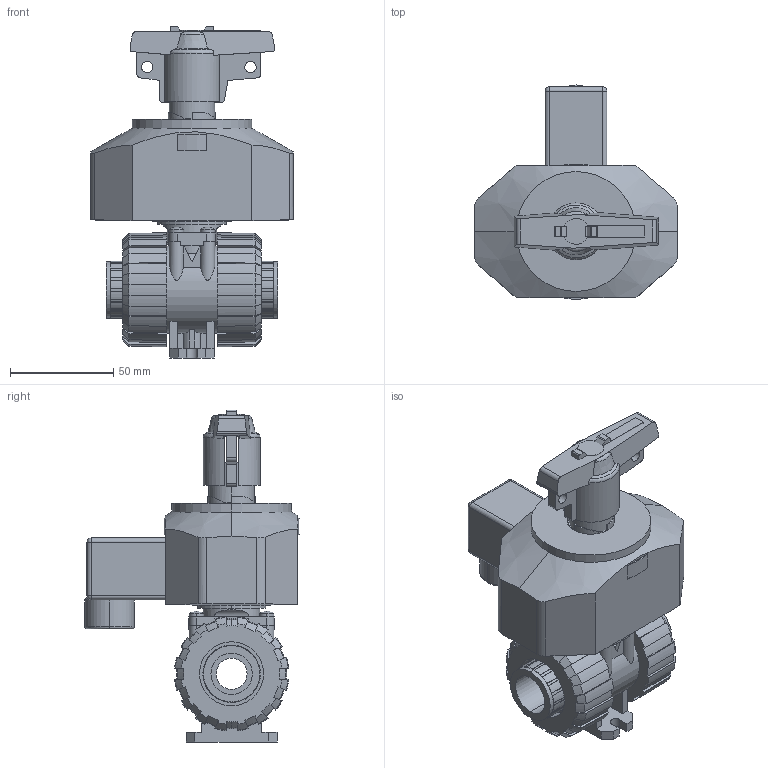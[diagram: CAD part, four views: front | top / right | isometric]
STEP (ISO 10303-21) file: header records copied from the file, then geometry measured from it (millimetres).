
FILE_DESCRIPTION(('STEP AP214'),'1');
FILE_NAME('cctmp_9C310364-2A43-4E14-A6A0-CED1D7BA2CFE_2018_12_7_13_15_33_592..stp','2018-12-07T12:15:34',('Praher Valves GmbH'),('CADClick - www.CADClick.com'),'Spatial InterOp 3D',' ','unknown authorization');
FILE_SCHEMA(('AUTOMOTIVE_DESIGN'));
Length unit declared in the file: millimetre
Products named in the file (17): 129815
Assembly tree (16 placements, depth 2):
  (unnamed)
    129815
    129815
    129815
    129815
    129815
    129815
    129815
    129815
    129815
    129815
    129815
    129815
    129815
    129815
    129815
    129815
Bounding box: 98 x 103.67 x 160.67 mm (x, y, z)
Volume: 529765 mm3; surface area: 116114.8 mm2
Topology: 16 solids, 16 shells, 782 faces, 2172 edges, 1422 vertices
Faces by surface type: plane 386, cylinder 216, cone 152, sphere 16, torus 12
Entity records: 32419 total; most frequent: CARTESIAN_POINT 5964, ORIENTED_EDGE 4312, DIRECTION 4154, EDGE_CURVE 2156, AXIS2_PLACEMENT_3D 1557, VERTEX_POINT 1422, LINE 1040, VECTOR 1040
